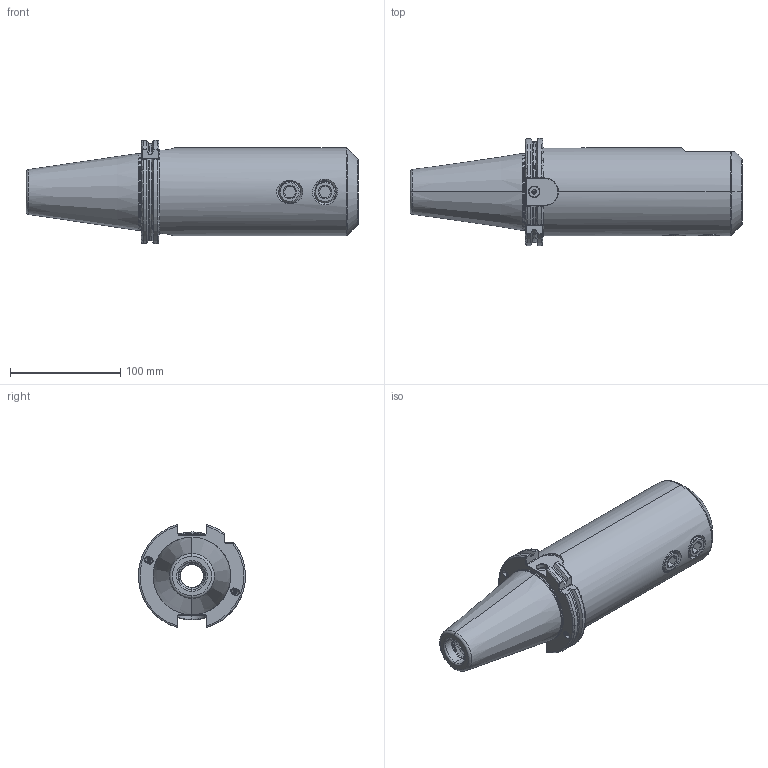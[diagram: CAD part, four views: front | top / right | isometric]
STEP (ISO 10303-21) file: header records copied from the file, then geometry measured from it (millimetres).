
FILE_DESCRIPTION (( 'STEP AP203' ), '1' );
FILE_NAME ('503.04.40.3.STEP', '2016-11-25T08:06:19', ( '' ), ( '' ), 'SwSTEP 2.0', 'SolidWorks 2012', '' );
FILE_SCHEMA (( 'CONFIG_CONTROL_DESIGN' ));
Length unit declared in the file: millimetre
Products named in the file (3): 側固20_M20x2_20L; 503.04.40.3
Assembly tree (3 placements, depth 2):
  503.04.40.3
    503.04.40.3
    側固20_M20x2_20L  x2
Bounding box: 301.75 x 97.32 x 93.81 mm (x, y, z)
Volume: 1067829.6 mm3; surface area: 116793.4 mm2
Topology: 3 solids, 3 shells, 387 faces, 1045 edges, 657 vertices
Faces by surface type: cylinder 168, plane 80, cone 54, bspline 50, torus 35
Entity records: 37293 total; most frequent: CARTESIAN_POINT 29483, ORIENTED_EDGE 1858, DIRECTION 1231, EDGE_CURVE 929, VERTEX_POINT 590, AXIS2_PLACEMENT_3D 472, EDGE_LOOP 363, FACE_OUTER_BOUND 348
